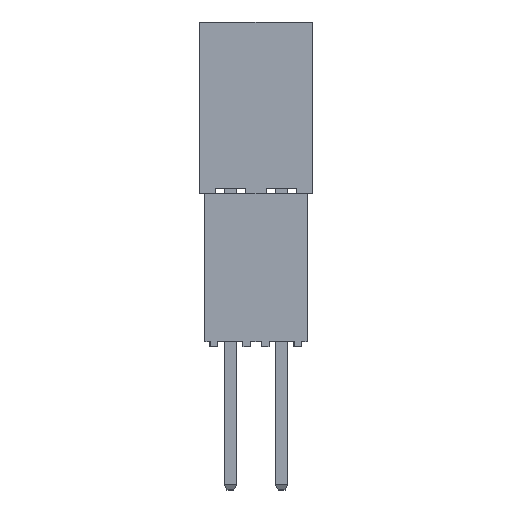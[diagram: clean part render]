
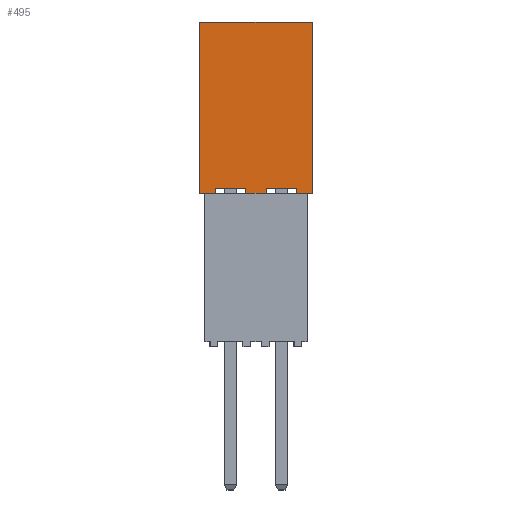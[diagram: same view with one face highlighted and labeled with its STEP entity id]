
A CAD part, top view. The second image highlights one B-rep face of the part: STEP entity #495.
In plain terms, the highlighted planar face has unit normal (0, 0, 1).
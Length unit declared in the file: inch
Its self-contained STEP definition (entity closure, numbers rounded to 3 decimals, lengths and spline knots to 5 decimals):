
#495 = ADVANCED_FACE( '', ( #1030 ), #1031, .F. );
#1030 = FACE_OUTER_BOUND( '', #1630, .T. );
#1031 = PLANE( '', #1631 );
#1630 = EDGE_LOOP( '', ( #2854, #2855, #2856, #2857, #2858, #2859, #2860, #2861, #2862, #2863, #2864, #2865 ) );
#1631 = AXIS2_PLACEMENT_3D( '', #2866, #2867, #2868 );
#2854 = ORIENTED_EDGE( '', *, *, #4112, .F. );
#2855 = ORIENTED_EDGE( '', *, *, #4113, .T. );
#2856 = ORIENTED_EDGE( '', *, *, #3812, .F. );
#2857 = ORIENTED_EDGE( '', *, *, #3781, .F. );
#2858 = ORIENTED_EDGE( '', *, *, #3716, .T. );
#2859 = ORIENTED_EDGE( '', *, *, #3927, .T. );
#2860 = ORIENTED_EDGE( '', *, *, #4114, .F. );
#2861 = ORIENTED_EDGE( '', *, *, #4115, .F. );
#2862 = ORIENTED_EDGE( '', *, *, #4116, .F. );
#2863 = ORIENTED_EDGE( '', *, *, #3935, .T. );
#2864 = ORIENTED_EDGE( '', *, *, #4117, .F. );
#2865 = ORIENTED_EDGE( '', *, *, #4118, .F. );
#2866 = CARTESIAN_POINT( '', ( 0., 0.335, 0.0975 ) );
#2867 = DIRECTION( '', ( 0., 0., -1. ) );
#2868 = DIRECTION( '', ( -1., 0., 0. ) );
#3716 = EDGE_CURVE( '', #4470, #4468, #4471, .T. );
#3781 = EDGE_CURVE( '', #4470, #4583, #4584, .T. );
#3812 = EDGE_CURVE( '', #4583, #4636, #4637, .T. );
#3927 = EDGE_CURVE( '', #4468, #4809, #4812, .T. );
#3935 = EDGE_CURVE( '', #4823, #4821, #4824, .T. );
#4112 = EDGE_CURVE( '', #5074, #5075, #5076, .T. );
#4113 = EDGE_CURVE( '', #5074, #4636, #5077, .T. );
#4114 = EDGE_CURVE( '', #5078, #4809, #5079, .T. );
#4115 = EDGE_CURVE( '', #5080, #5078, #5081, .T. );
#4116 = EDGE_CURVE( '', #4823, #5080, #5082, .T. );
#4117 = EDGE_CURVE( '', #5083, #4821, #5084, .T. );
#4118 = EDGE_CURVE( '', #5075, #5083, #5085, .T. );
#4468 = VERTEX_POINT( '', #5539 );
#4470 = VERTEX_POINT( '', #5542 );
#4471 = LINE( '', #5543, #5544 );
#4583 = VERTEX_POINT( '', #5710 );
#4584 = LINE( '', #5711, #5712 );
#4636 = VERTEX_POINT( '', #5788 );
#4637 = LINE( '', #5789, #5790 );
#4809 = VERTEX_POINT( '', #6047 );
#4812 = LINE( '', #6051, #6052 );
#4821 = VERTEX_POINT( '', #6065 );
#4823 = VERTEX_POINT( '', #6068 );
#4824 = LINE( '', #6069, #6070 );
#5074 = VERTEX_POINT( '', #6445 );
#5075 = VERTEX_POINT( '', #6446 );
#5076 = LINE( '', #6447, #6448 );
#5077 = LINE( '', #6449, #6450 );
#5078 = VERTEX_POINT( '', #6451 );
#5079 = LINE( '', #6452, #6453 );
#5080 = VERTEX_POINT( '', #6454 );
#5081 = LINE( '', #6455, #6456 );
#5082 = LINE( '', #6457, #6458 );
#5083 = VERTEX_POINT( '', #6459 );
#5084 = LINE( '', #6460, #6461 );
#5085 = LINE( '', #6462, #6463 );
#5539 = CARTESIAN_POINT( '', ( 0., 0., 0.0975 ) );
#5542 = CARTESIAN_POINT( '', ( 0., 0.335, 0.0975 ) );
#5543 = CARTESIAN_POINT( '', ( 0., 0.335, 0.0975 ) );
#5544 = VECTOR( '', #6857, 39.37008 );
#5710 = CARTESIAN_POINT( '', ( 0.22, 0.335, 0.0975 ) );
#5711 = CARTESIAN_POINT( '', ( 0., 0.335, 0.0975 ) );
#5712 = VECTOR( '', #6915, 39.37008 );
#5788 = CARTESIAN_POINT( '', ( 0.22, 0., 0.0975 ) );
#5789 = CARTESIAN_POINT( '', ( 0.22, 0.335, 0.0975 ) );
#5790 = VECTOR( '', #6940, 39.37008 );
#6047 = CARTESIAN_POINT( '', ( 0.03, 0., 0.0975 ) );
#6051 = CARTESIAN_POINT( '', ( 0., 0., 0.0975 ) );
#6052 = VECTOR( '', #7030, 39.37008 );
#6065 = CARTESIAN_POINT( '', ( 0.13, 0., 0.0975 ) );
#6068 = CARTESIAN_POINT( '', ( 0.09, 0., 0.0975 ) );
#6069 = CARTESIAN_POINT( '', ( 0., 0., 0.0975 ) );
#6070 = VECTOR( '', #7036, 39.37008 );
#6445 = CARTESIAN_POINT( '', ( 0.19, 0., 0.0975 ) );
#6446 = CARTESIAN_POINT( '', ( 0.19, 0.01, 0.0975 ) );
#6447 = CARTESIAN_POINT( '', ( 0.19, 0., 0.0975 ) );
#6448 = VECTOR( '', #7171, 39.37008 );
#6449 = CARTESIAN_POINT( '', ( 0., 0., 0.0975 ) );
#6450 = VECTOR( '', #7172, 39.37008 );
#6451 = CARTESIAN_POINT( '', ( 0.03, 0.01, 0.0975 ) );
#6452 = CARTESIAN_POINT( '', ( 0.03, 0.01, 0.0975 ) );
#6453 = VECTOR( '', #7173, 39.37008 );
#6454 = CARTESIAN_POINT( '', ( 0.09, 0.01, 0.0975 ) );
#6455 = CARTESIAN_POINT( '', ( 0.09, 0.01, 0.0975 ) );
#6456 = VECTOR( '', #7174, 39.37008 );
#6457 = CARTESIAN_POINT( '', ( 0.09, 0., 0.0975 ) );
#6458 = VECTOR( '', #7175, 39.37008 );
#6459 = CARTESIAN_POINT( '', ( 0.13, 0.01, 0.0975 ) );
#6460 = CARTESIAN_POINT( '', ( 0.13, 0.01, 0.0975 ) );
#6461 = VECTOR( '', #7176, 39.37008 );
#6462 = CARTESIAN_POINT( '', ( 0.19, 0.01, 0.0975 ) );
#6463 = VECTOR( '', #7177, 39.37008 );
#6857 = DIRECTION( '', ( 0., -1., 0. ) );
#6915 = DIRECTION( '', ( 1., 0., 0. ) );
#6940 = DIRECTION( '', ( 0., -1., 0. ) );
#7030 = DIRECTION( '', ( 1., 0., 0. ) );
#7036 = DIRECTION( '', ( 1., 0., 0. ) );
#7171 = DIRECTION( '', ( 0., 1., 0. ) );
#7172 = DIRECTION( '', ( 1., 0., 0. ) );
#7173 = DIRECTION( '', ( 0., -1., 0. ) );
#7174 = DIRECTION( '', ( -1., 0., 0. ) );
#7175 = DIRECTION( '', ( 0., 1., 0. ) );
#7176 = DIRECTION( '', ( 0., -1., 0. ) );
#7177 = DIRECTION( '', ( -1., 0., 0. ) );
